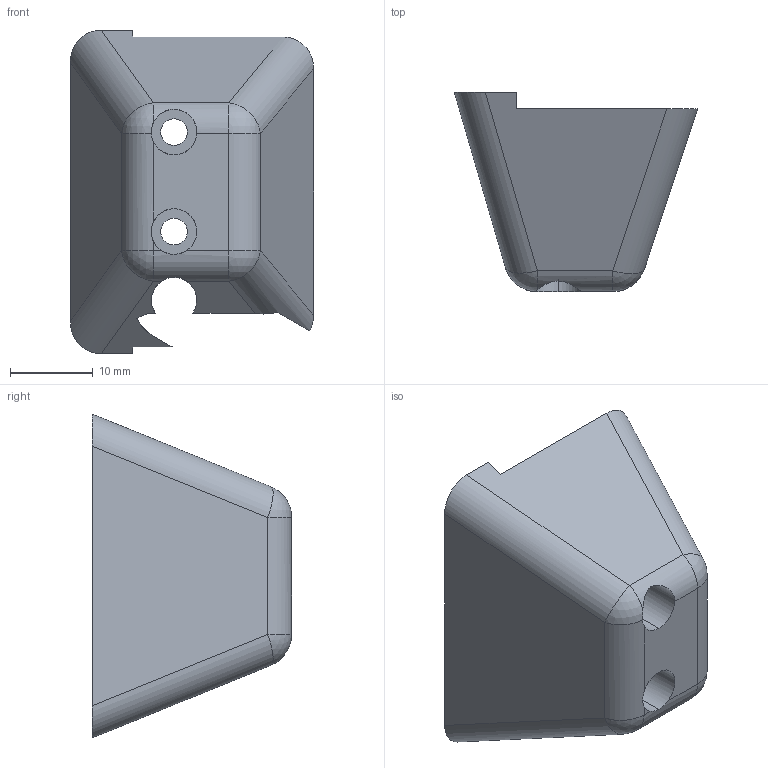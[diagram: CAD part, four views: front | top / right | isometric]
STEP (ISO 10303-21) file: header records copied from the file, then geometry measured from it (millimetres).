
FILE_DESCRIPTION (( 'STEP AP214' ), '1' );
FILE_NAME ('褐菜_噩砉.STEP', '2024-07-26T03:41:44', ( '' ), ( '' ), 'SwSTEP 2.0', 'SolidWorks 2021', '' );
FILE_SCHEMA (( 'AUTOMOTIVE_DESIGN' ));
Length unit declared in the file: millimetre
Products named in the file (1): 褐菜_噩砉
Bounding box: 29.33 x 24 x 39 mm (x, y, z)
Volume: 10834.3 mm3; surface area: 4370 mm2
Topology: 1 solids, 1 shells, 49 faces, 124 edges, 77 vertices
Faces by surface type: cylinder 21, plane 20, cone 4, sphere 4
Entity records: 1561 total; most frequent: CARTESIAN_POINT 351, ORIENTED_EDGE 248, DIRECTION 248, EDGE_CURVE 124, AXIS2_PLACEMENT_3D 92, VERTEX_POINT 77, VECTOR 64, LINE 64
